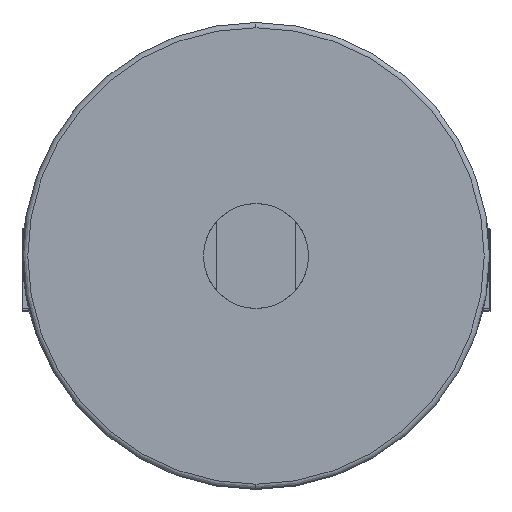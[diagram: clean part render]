
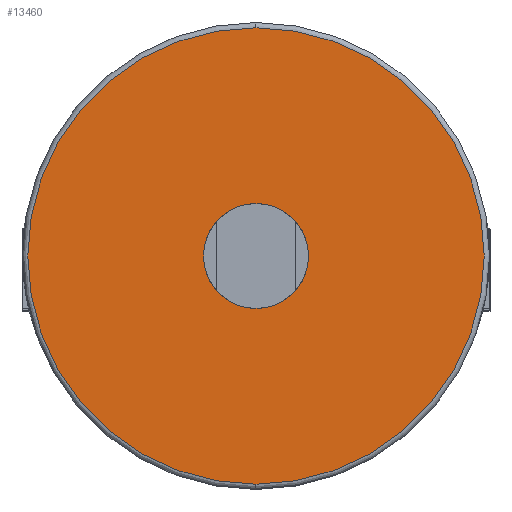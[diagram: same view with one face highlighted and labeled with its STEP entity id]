
A CAD part, left-side view. The second image highlights one B-rep face of the part: STEP entity #13460.
In plain terms, the highlighted planar face has unit normal (-1, 0, 0).
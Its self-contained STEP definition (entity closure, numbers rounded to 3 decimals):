
#216 = CARTESIAN_POINT ( 'NONE',  ( -575., 0., 10. ) ) ;
#884 = CIRCLE ( 'NONE', #2483, 10. ) ;
#1232 = FACE_OUTER_BOUND ( 'NONE', #4007, .T. ) ;
#1336 = PLANE ( 'NONE',  #8071 ) ;
#1844 = VERTEX_POINT ( 'NONE', #12979 ) ;
#2110 = DIRECTION ( 'NONE',  ( -1., 0., 0. ) ) ;
#2483 = AXIS2_PLACEMENT_3D ( 'NONE', #4992, #13665, #6239 ) ;
#2631 = VERTEX_POINT ( 'NONE', #10817 ) ;
#3043 = CARTESIAN_POINT ( 'NONE',  ( -575., 0., 43.5 ) ) ;
#3285 = DIRECTION ( 'NONE',  ( -1., 0., 0. ) ) ;
#3517 = EDGE_CURVE ( 'NONE', #13505, #1844, #5090, .T. ) ;
#4007 = EDGE_LOOP ( 'NONE', ( #13319, #11441 ) ) ;
#4749 = ORIENTED_EDGE ( 'NONE', *, *, #3517, .F. ) ;
#4992 = CARTESIAN_POINT ( 'NONE',  ( -575., 0., 0. ) ) ;
#5090 = CIRCLE ( 'NONE', #7069, 10. ) ;
#6239 = DIRECTION ( 'NONE',  ( 0., 0., 1. ) ) ;
#6663 = CARTESIAN_POINT ( 'NONE',  ( -575., 0., 0. ) ) ;
#7069 = AXIS2_PLACEMENT_3D ( 'NONE', #10728, #3285, #11967 ) ;
#7132 = AXIS2_PLACEMENT_3D ( 'NONE', #6663, #15328, #7916 ) ;
#7151 = EDGE_CURVE ( 'NONE', #2631, #12350, #7879, .T. ) ;
#7365 = EDGE_CURVE ( 'NONE', #1844, #13505, #884, .T. ) ;
#7493 = EDGE_LOOP ( 'NONE', ( #10807, #4749 ) ) ;
#7597 = DIRECTION ( 'NONE',  ( 0., 0., 1. ) ) ;
#7879 = CIRCLE ( 'NONE', #13591, 43.5 ) ;
#7916 = DIRECTION ( 'NONE',  ( 0., 0., 1. ) ) ;
#8071 = AXIS2_PLACEMENT_3D ( 'NONE', #12519, #15010, #7597 ) ;
#9572 = CARTESIAN_POINT ( 'NONE',  ( -575., 0., 0. ) ) ;
#10728 = CARTESIAN_POINT ( 'NONE',  ( -575., 0., 0. ) ) ;
#10771 = FACE_BOUND ( 'NONE', #7493, .T. ) ;
#10807 = ORIENTED_EDGE ( 'NONE', *, *, #7365, .F. ) ;
#10815 = DIRECTION ( 'NONE',  ( 0., 0., 1. ) ) ;
#10817 = CARTESIAN_POINT ( 'NONE',  ( -575., 0., -43.5 ) ) ;
#11120 = EDGE_CURVE ( 'NONE', #12350, #2631, #12285, .T. ) ;
#11441 = ORIENTED_EDGE ( 'NONE', *, *, #7151, .T. ) ;
#11967 = DIRECTION ( 'NONE',  ( 0., 0., 1. ) ) ;
#12285 = CIRCLE ( 'NONE', #7132, 43.5 ) ;
#12350 = VERTEX_POINT ( 'NONE', #3043 ) ;
#12519 = CARTESIAN_POINT ( 'NONE',  ( -575., 44.5, 0. ) ) ;
#12979 = CARTESIAN_POINT ( 'NONE',  ( -575., 0., -10. ) ) ;
#13319 = ORIENTED_EDGE ( 'NONE', *, *, #11120, .T. ) ;
#13460 = ADVANCED_FACE ( 'NONE', ( #1232, #10771 ), #1336, .T. ) ;
#13505 = VERTEX_POINT ( 'NONE', #216 ) ;
#13591 = AXIS2_PLACEMENT_3D ( 'NONE', #9572, #2110, #10815 ) ;
#13665 = DIRECTION ( 'NONE',  ( -1., 0., 0. ) ) ;
#15010 = DIRECTION ( 'NONE',  ( -1., 0., 0. ) ) ;
#15328 = DIRECTION ( 'NONE',  ( -1., 0., 0. ) ) ;
